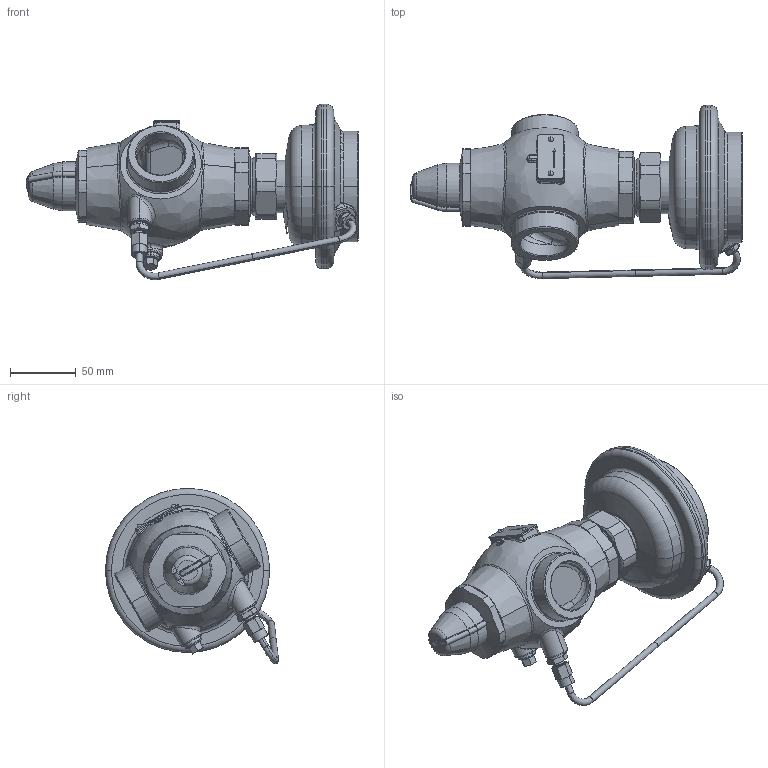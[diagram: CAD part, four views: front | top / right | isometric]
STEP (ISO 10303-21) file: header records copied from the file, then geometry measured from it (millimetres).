
FILE_DESCRIPTION((''),'2;1');
FILE_NAME('003H6727_ASM','2015-03-06T',('u317927'),('Danfoss'),'PRO/ENGINEER BY PARAMETRIC TECHNOLOGY CORPORATION, 2014000','PRO/ENGINEER BY PARAMETRIC TECHNOLOGY CORPORATION, 2014000','');
FILE_SCHEMA(('CONFIG_CONTROL_DESIGN'));
Length unit declared in the file: millimetre
Products named in the file (25): 88810780-BOTTOM-CLOSED; 88810790_ZAVIHAN; 8883807; TRATA-MUTTER; 8883753_ASM; TYPENSCHILD-ANTRIEB; 100003201; SHILD-TYPE; NIET2_5; 8883842; 8883844_ASM; 49763; SCREWDIN910; 88821540; 88821480_ASM; AVQ-VALVE-32-THREAD__ASM; 8882954; 88810710; SERTO2; SERTO3; SERTO-2_ASM; 5454300; 100002186; 8883540B; 003H6727_ASM
Assembly tree (27 placements, depth 4):
  003H6727_ASM
    8883753_ASM
      88810780-BOTTOM-CLOSED
      88810790_ZAVIHAN
      8883807
      TRATA-MUTTER
    TYPENSCHILD-ANTRIEB
    AVQ-VALVE-32-THREAD__ASM
      100003201
      SHILD-TYPE
      NIET2_5  x2
      8883844_ASM
        8883842
      49763
      SCREWDIN910
      88821480_ASM
        88821540
    8882954
    49763
    SERTO-2_ASM
      88810710
      SERTO2
      SERTO3
    5454300
    SERTO2
    100002186
    8883540B
Bounding box: 252.88 x 131.87 x 133.58 mm (x, y, z)
Volume: 556980.6 mm3; surface area: 223066.1 mm2
Topology: 22 solids, 37 shells, 1349 faces, 3160 edges, 1925 vertices
Faces by surface type: plane 415, cylinder 377, cone 240, torus 171, bspline 136, sphere 10
Entity records: 48316 total; most frequent: CARTESIAN_POINT 18267, DIRECTION 6320, ORIENTED_EDGE 6130, EDGE_CURVE 3096, AXIS2_PLACEMENT_3D 2670, VERTEX_POINT 1886, EDGE_LOOP 1435, CIRCLE 1406
